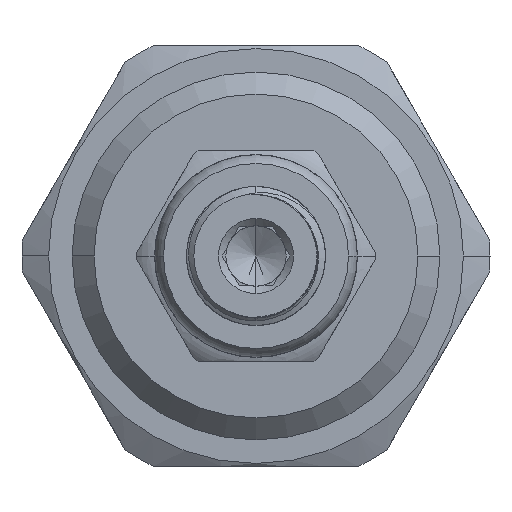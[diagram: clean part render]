
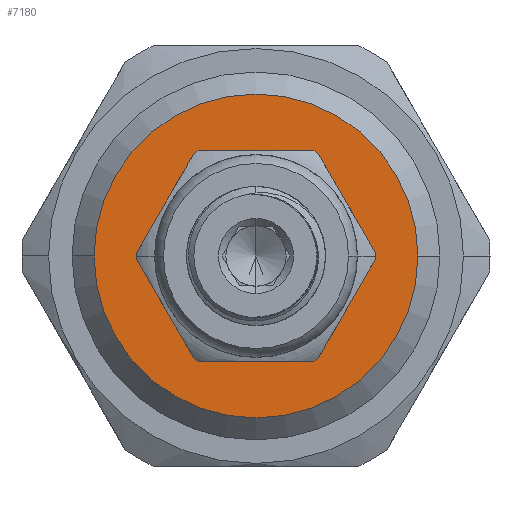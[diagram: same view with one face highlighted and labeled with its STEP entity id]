
A CAD part, left-side view. The second image highlights one B-rep face of the part: STEP entity #7180.
In plain terms, the highlighted planar face has unit normal (-1, 0, 0).
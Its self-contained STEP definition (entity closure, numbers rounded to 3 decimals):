
#737 = FACE_OUTER_BOUND ( 'NONE', #15361, .T. ) ;
#749 = FACE_BOUND ( 'NONE', #15876, .T. ) ;
#1044 = CIRCLE ( 'NONE', #2364, 6.875 ) ;
#1237 = CIRCLE ( 'NONE', #2453, 6.875 ) ;
#2364 = AXIS2_PLACEMENT_3D ( 'NONE', #3592, #3597, #3572 ) ;
#2453 = AXIS2_PLACEMENT_3D ( 'NONE', #11630, #11628, #11626 ) ;
#2493 = EDGE_CURVE ( 'NONE', #14548, #14322, #4145, .T. ) ;
#2763 = AXIS2_PLACEMENT_3D ( 'NONE', #12789, #12608, #12619 ) ;
#2766 = AXIS2_PLACEMENT_3D ( 'NONE', #13121, #13122, #13127 ) ;
#2886 = AXIS2_PLACEMENT_3D ( 'NONE', #14756, #14751, #14750 ) ;
#3006 = EDGE_CURVE ( 'NONE', #14322, #14548, #4533, .T. ) ;
#3113 = EDGE_CURVE ( 'NONE', #14524, #14389, #1237, .T. ) ;
#3359 = EDGE_CURVE ( 'NONE', #14389, #14524, #1044, .T. ) ;
#3572 = DIRECTION ( 'NONE',  ( 0., 1., 0. ) ) ;
#3592 = CARTESIAN_POINT ( 'NONE',  ( -85.7, 0., 0. ) ) ;
#3597 = DIRECTION ( 'NONE',  ( 1., 0., 0. ) ) ;
#4145 = CIRCLE ( 'NONE', #2766, 11. ) ;
#4533 = CIRCLE ( 'NONE', #2763, 11. ) ;
#4666 = ORIENTED_EDGE ( 'NONE', *, *, #3113, .T. ) ;
#4747 = ORIENTED_EDGE ( 'NONE', *, *, #3006, .T. ) ;
#4808 = ORIENTED_EDGE ( 'NONE', *, *, #2493, .T. ) ;
#4864 = ORIENTED_EDGE ( 'NONE', *, *, #3359, .T. ) ;
#6370 = CARTESIAN_POINT ( 'NONE',  ( -85.7, 11., 0. ) ) ;
#6384 = CARTESIAN_POINT ( 'NONE',  ( -85.7, -6.875, 0. ) ) ;
#6742 = CARTESIAN_POINT ( 'NONE',  ( -85.7, 6.875, 0. ) ) ;
#6780 = CARTESIAN_POINT ( 'NONE',  ( -85.7, -11., 0. ) ) ;
#7180 = ADVANCED_FACE ( 'NONE', ( #749, #737 ), #14753, .T. ) ;
#11626 = DIRECTION ( 'NONE',  ( 0., 1., 0. ) ) ;
#11628 = DIRECTION ( 'NONE',  ( 1., 0., 0. ) ) ;
#11630 = CARTESIAN_POINT ( 'NONE',  ( -85.7, 0., 0. ) ) ;
#12608 = DIRECTION ( 'NONE',  ( -1., 0., 0. ) ) ;
#12619 = DIRECTION ( 'NONE',  ( 0., 1., 0. ) ) ;
#12789 = CARTESIAN_POINT ( 'NONE',  ( -85.7, 0., 0. ) ) ;
#13121 = CARTESIAN_POINT ( 'NONE',  ( -85.7, 0., 0. ) ) ;
#13122 = DIRECTION ( 'NONE',  ( -1., 0., 0. ) ) ;
#13127 = DIRECTION ( 'NONE',  ( 0., 1., 0. ) ) ;
#14322 = VERTEX_POINT ( 'NONE', #6780 ) ;
#14389 = VERTEX_POINT ( 'NONE', #6742 ) ;
#14524 = VERTEX_POINT ( 'NONE', #6384 ) ;
#14548 = VERTEX_POINT ( 'NONE', #6370 ) ;
#14750 = DIRECTION ( 'NONE',  ( 0., 1., 0. ) ) ;
#14751 = DIRECTION ( 'NONE',  ( -1., 0., 0. ) ) ;
#14753 = PLANE ( 'NONE',  #2886 ) ;
#14756 = CARTESIAN_POINT ( 'NONE',  ( -85.7, 0., 0. ) ) ;
#15361 = EDGE_LOOP ( 'NONE', ( #4747, #4808 ) ) ;
#15876 = EDGE_LOOP ( 'NONE', ( #4666, #4864 ) ) ;
